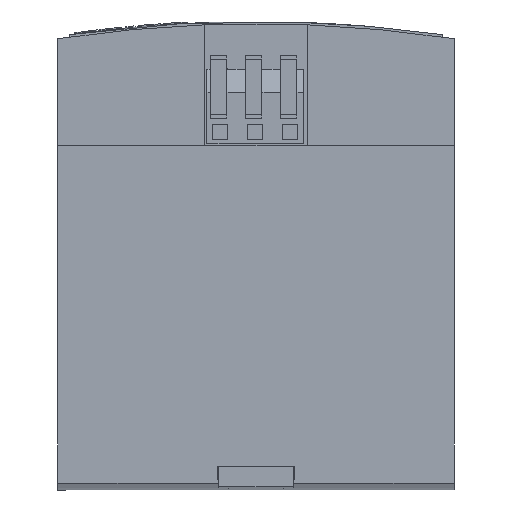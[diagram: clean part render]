
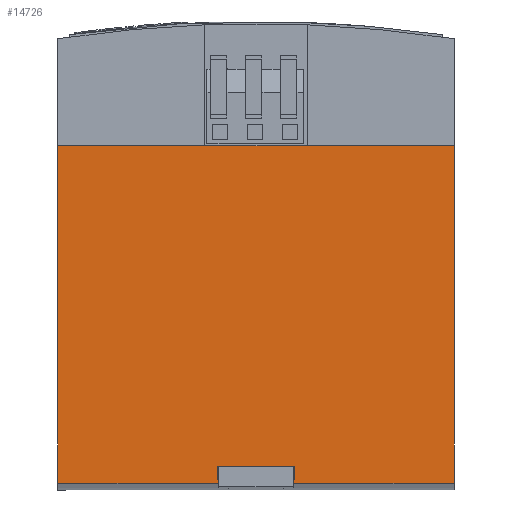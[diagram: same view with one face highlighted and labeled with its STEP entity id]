
A CAD part, front view. The second image highlights one B-rep face of the part: STEP entity #14726.
In plain terms, the highlighted planar face has unit normal (0, -1, 0).
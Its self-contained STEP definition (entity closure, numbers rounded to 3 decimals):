
#619 = VECTOR ( 'NONE', #16440, 1000. ) ;
#670 = VECTOR ( 'NONE', #16767, 1000. ) ;
#672 = VECTOR ( 'NONE', #16774, 1000. ) ;
#681 = VECTOR ( 'NONE', #16792, 1000. ) ;
#682 = VECTOR ( 'NONE', #16794, 1000. ) ;
#683 = VECTOR ( 'NONE', #16796, 1000. ) ;
#684 = VECTOR ( 'NONE', #16798, 1000. ) ;
#685 = VECTOR ( 'NONE', #16800, 1000. ) ;
#686 = VECTOR ( 'NONE', #16802, 1000. ) ;
#687 = VECTOR ( 'NONE', #16804, 1000. ) ;
#688 = VECTOR ( 'NONE', #16806, 1000. ) ;
#689 = VECTOR ( 'NONE', #16808, 1000. ) ;
#2487 = CARTESIAN_POINT ( 'NONE',  ( 87.718, -47.482, 60.201 ) ) ;
#2490 = CARTESIAN_POINT ( 'NONE',  ( 2.718, -47.482, 60.201 ) ) ;
#2578 = CARTESIAN_POINT ( 'NONE',  ( 39.265, -47.482, -12.099 ) ) ;
#2579 = CARTESIAN_POINT ( 'NONE',  ( 2.718, -47.482, -12.099 ) ) ;
#2580 = CARTESIAN_POINT ( 'NONE',  ( 39.265, -47.482, -11.249 ) ) ;
#2581 = CARTESIAN_POINT ( 'NONE',  ( 36.877, -47.482, -11.249 ) ) ;
#2588 = CARTESIAN_POINT ( 'NONE',  ( 36.877, -47.482, -8.649 ) ) ;
#2589 = CARTESIAN_POINT ( 'NONE',  ( 53.56, -47.482, -8.649 ) ) ;
#2590 = CARTESIAN_POINT ( 'NONE',  ( 53.56, -47.482, -11.249 ) ) ;
#2591 = CARTESIAN_POINT ( 'NONE',  ( 51.172, -47.482, -11.249 ) ) ;
#2592 = CARTESIAN_POINT ( 'NONE',  ( 51.172, -47.482, -12.099 ) ) ;
#2593 = CARTESIAN_POINT ( 'NONE',  ( 87.718, -47.482, -12.099 ) ) ;
#6864 = AXIS2_PLACEMENT_3D ( 'NONE', #8879, #8880, #8881 ) ;
#7305 = FACE_OUTER_BOUND ( 'NONE', #13742, .T. ) ;
#8878 = PLANE ( 'NONE',  #6864 ) ;
#8879 = CARTESIAN_POINT ( 'NONE',  ( 2.718, -47.482, -12.099 ) ) ;
#8880 = DIRECTION ( 'NONE',  ( 0., 1., 0. ) ) ;
#8881 = DIRECTION ( 'NONE',  ( 0., 0., -1. ) ) ;
#10393 = EDGE_CURVE ( 'NONE', #11556, #11553, #17171, .T. ) ;
#10489 = EDGE_CURVE ( 'NONE', #11645, #11644, #17222, .T. ) ;
#10492 = EDGE_CURVE ( 'NONE', #11646, #11647, #17224, .T. ) ;
#10501 = EDGE_CURVE ( 'NONE', #11644, #11646, #17233, .T. ) ;
#10502 = EDGE_CURVE ( 'NONE', #11647, #11654, #17234, .T. ) ;
#10503 = EDGE_CURVE ( 'NONE', #11654, #11655, #17235, .T. ) ;
#10504 = EDGE_CURVE ( 'NONE', #11655, #11656, #17236, .T. ) ;
#10505 = EDGE_CURVE ( 'NONE', #11656, #11657, #17237, .T. ) ;
#10506 = EDGE_CURVE ( 'NONE', #11657, #11658, #17238, .T. ) ;
#10507 = EDGE_CURVE ( 'NONE', #11658, #11659, #17239, .T. ) ;
#10508 = EDGE_CURVE ( 'NONE', #11659, #11553, #17240, .T. ) ;
#10509 = EDGE_CURVE ( 'NONE', #11645, #11556, #17241, .T. ) ;
#11553 = VERTEX_POINT ( 'NONE', #2487 ) ;
#11556 = VERTEX_POINT ( 'NONE', #2490 ) ;
#11644 = VERTEX_POINT ( 'NONE', #2578 ) ;
#11645 = VERTEX_POINT ( 'NONE', #2579 ) ;
#11646 = VERTEX_POINT ( 'NONE', #2580 ) ;
#11647 = VERTEX_POINT ( 'NONE', #2581 ) ;
#11654 = VERTEX_POINT ( 'NONE', #2588 ) ;
#11655 = VERTEX_POINT ( 'NONE', #2589 ) ;
#11656 = VERTEX_POINT ( 'NONE', #2590 ) ;
#11657 = VERTEX_POINT ( 'NONE', #2591 ) ;
#11658 = VERTEX_POINT ( 'NONE', #2592 ) ;
#11659 = VERTEX_POINT ( 'NONE', #2593 ) ;
#12397 = ORIENTED_EDGE ( 'NONE', *, *, #10489, .T. ) ;
#12398 = ORIENTED_EDGE ( 'NONE', *, *, #10492, .T. ) ;
#12399 = ORIENTED_EDGE ( 'NONE', *, *, #10501, .T. ) ;
#12400 = ORIENTED_EDGE ( 'NONE', *, *, #10502, .T. ) ;
#12401 = ORIENTED_EDGE ( 'NONE', *, *, #10504, .T. ) ;
#12402 = ORIENTED_EDGE ( 'NONE', *, *, #10503, .T. ) ;
#12403 = ORIENTED_EDGE ( 'NONE', *, *, #10505, .T. ) ;
#12404 = ORIENTED_EDGE ( 'NONE', *, *, #10506, .T. ) ;
#12405 = ORIENTED_EDGE ( 'NONE', *, *, #10507, .T. ) ;
#12406 = ORIENTED_EDGE ( 'NONE', *, *, #10508, .T. ) ;
#12407 = ORIENTED_EDGE ( 'NONE', *, *, #10393, .F. ) ;
#12408 = ORIENTED_EDGE ( 'NONE', *, *, #10509, .F. ) ;
#13742 = EDGE_LOOP ( 'NONE', ( #12397, #12399, #12398, #12400, #12402, #12401, #12403, #12404, #12405, #12406, #12407, #12408 ) ) ;
#14726 = ADVANCED_FACE ( 'NONE', ( #7305 ), #8878, .F. ) ;
#16439 = CARTESIAN_POINT ( 'NONE',  ( 2.718, -47.482, 60.201 ) ) ;
#16440 = DIRECTION ( 'NONE',  ( 1., 0., 0. ) ) ;
#16766 = CARTESIAN_POINT ( 'NONE',  ( 2.718, -47.482, -12.099 ) ) ;
#16767 = DIRECTION ( 'NONE',  ( 1., 0., 0. ) ) ;
#16773 = CARTESIAN_POINT ( 'NONE',  ( 36.877, -47.482, -11.249 ) ) ;
#16774 = DIRECTION ( 'NONE',  ( -1., 0., 0. ) ) ;
#16791 = CARTESIAN_POINT ( 'NONE',  ( 39.265, -47.482, -15.643 ) ) ;
#16792 = DIRECTION ( 'NONE',  ( 0., 0., 1. ) ) ;
#16793 = CARTESIAN_POINT ( 'NONE',  ( 36.877, -47.482, -11.249 ) ) ;
#16794 = DIRECTION ( 'NONE',  ( 0., 0., 1. ) ) ;
#16795 = CARTESIAN_POINT ( 'NONE',  ( 36.877, -47.482, -8.649 ) ) ;
#16796 = DIRECTION ( 'NONE',  ( 1., 0., 0. ) ) ;
#16797 = CARTESIAN_POINT ( 'NONE',  ( 53.56, -47.482, -11.249 ) ) ;
#16798 = DIRECTION ( 'NONE',  ( 0., 0., -1. ) ) ;
#16799 = CARTESIAN_POINT ( 'NONE',  ( 36.877, -47.482, -11.249 ) ) ;
#16800 = DIRECTION ( 'NONE',  ( -1., 0., 0. ) ) ;
#16801 = CARTESIAN_POINT ( 'NONE',  ( 51.172, -47.482, -15.643 ) ) ;
#16802 = DIRECTION ( 'NONE',  ( 0., 0., -1. ) ) ;
#16803 = CARTESIAN_POINT ( 'NONE',  ( 2.718, -47.482, -12.099 ) ) ;
#16804 = DIRECTION ( 'NONE',  ( 1., 0., 0. ) ) ;
#16805 = CARTESIAN_POINT ( 'NONE',  ( 87.718, -47.482, -12.099 ) ) ;
#16806 = DIRECTION ( 'NONE',  ( 0., 0., 1. ) ) ;
#16807 = CARTESIAN_POINT ( 'NONE',  ( 2.718, -47.482, -12.099 ) ) ;
#16808 = DIRECTION ( 'NONE',  ( 0., 0., 1. ) ) ;
#17171 = LINE ( 'NONE', #16439, #619 ) ;
#17222 = LINE ( 'NONE', #16766, #670 ) ;
#17224 = LINE ( 'NONE', #16773, #672 ) ;
#17233 = LINE ( 'NONE', #16791, #681 ) ;
#17234 = LINE ( 'NONE', #16793, #682 ) ;
#17235 = LINE ( 'NONE', #16795, #683 ) ;
#17236 = LINE ( 'NONE', #16797, #684 ) ;
#17237 = LINE ( 'NONE', #16799, #685 ) ;
#17238 = LINE ( 'NONE', #16801, #686 ) ;
#17239 = LINE ( 'NONE', #16803, #687 ) ;
#17240 = LINE ( 'NONE', #16805, #688 ) ;
#17241 = LINE ( 'NONE', #16807, #689 ) ;
